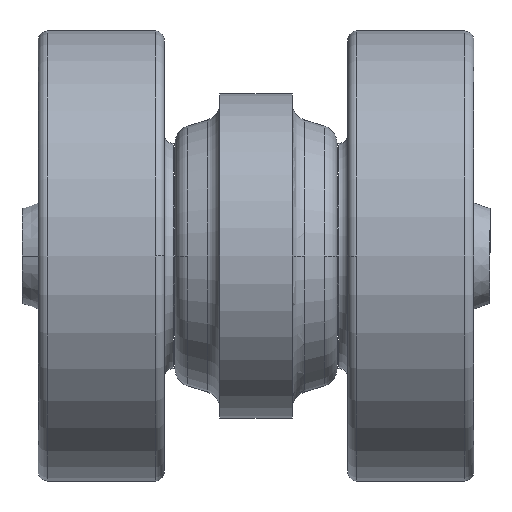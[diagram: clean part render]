
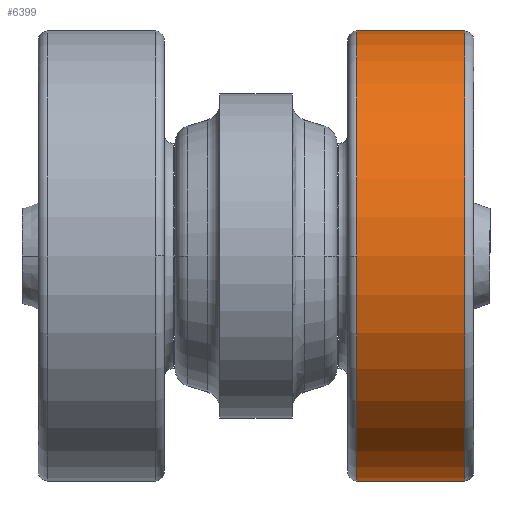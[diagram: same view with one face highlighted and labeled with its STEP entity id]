
A CAD part, front view. The second image highlights one B-rep face of the part: STEP entity #6399.
In plain terms, the highlighted cylindrical face has radius 12.5 mm (diameter 25 mm), a partial arc.
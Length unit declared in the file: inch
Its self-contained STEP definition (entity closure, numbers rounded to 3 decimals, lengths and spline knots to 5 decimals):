
#471 = CARTESIAN_POINT ( 'NONE',  ( 0.22047, 0.68898, -0.49213 ) ) ;
#637 = AXIS2_PLACEMENT_3D ( 'NONE', #1521, #4175, #3391 ) ;
#655 = ORIENTED_EDGE ( 'NONE', *, *, #8478, .F. ) ;
#739 = DIRECTION ( 'NONE',  ( -1., 0., 0. ) ) ;
#826 = CARTESIAN_POINT ( 'NONE',  ( 0.22047, 0.68898, 0.49213 ) ) ;
#949 = CYLINDRICAL_SURFACE ( 'NONE', #2555, 0.49213 ) ;
#1032 = EDGE_CURVE ( 'NONE', #5639, #2973, #8111, .T. ) ;
#1521 = CARTESIAN_POINT ( 'NONE',  ( 0.22047, 0.68898, 0. ) ) ;
#2121 = DIRECTION ( 'NONE',  ( -1., 0., 0. ) ) ;
#2339 = DIRECTION ( 'NONE',  ( -1., 0., 0. ) ) ;
#2555 = AXIS2_PLACEMENT_3D ( 'NONE', #5701, #5018, #3055 ) ;
#2764 = EDGE_CURVE ( 'NONE', #8252, #5639, #6631, .T. ) ;
#2973 = VERTEX_POINT ( 'NONE', #826 ) ;
#3055 = DIRECTION ( 'NONE',  ( 0., 0., 1. ) ) ;
#3391 = DIRECTION ( 'NONE',  ( 0., 0., 1. ) ) ;
#3571 = AXIS2_PLACEMENT_3D ( 'NONE', #4253, #2339, #6825 ) ;
#3923 = VECTOR ( 'NONE', #8224, 39.37008 ) ;
#4029 = CARTESIAN_POINT ( 'NONE',  ( 0.45669, 0.68898, 0. ) ) ;
#4148 = VERTEX_POINT ( 'NONE', #471 ) ;
#4175 = DIRECTION ( 'NONE',  ( -1., 0., 0. ) ) ;
#4253 = CARTESIAN_POINT ( 'NONE',  ( 0.22047, 0.68898, 0. ) ) ;
#4479 = EDGE_LOOP ( 'NONE', ( #6605, #6632, #8469, #6473, #655 ) ) ;
#5018 = DIRECTION ( 'NONE',  ( -1., 0., 0. ) ) ;
#5549 = FACE_OUTER_BOUND ( 'NONE', #4479, .T. ) ;
#5639 = VERTEX_POINT ( 'NONE', #8216 ) ;
#5701 = CARTESIAN_POINT ( 'NONE',  ( 0.17717, 0.68898, 0. ) ) ;
#6247 = CARTESIAN_POINT ( 'NONE',  ( 0.17717, 0.68898, 0.49213 ) ) ;
#6290 = CARTESIAN_POINT ( 'NONE',  ( 0.45669, 0.68898, -0.49213 ) ) ;
#6337 = LINE ( 'NONE', #7546, #7403 ) ;
#6399 = ADVANCED_FACE ( 'NONE', ( #5549 ), #949, .T. ) ;
#6473 = ORIENTED_EDGE ( 'NONE', *, *, #7890, .F. ) ;
#6497 = AXIS2_PLACEMENT_3D ( 'NONE', #4029, #739, #7991 ) ;
#6513 = EDGE_CURVE ( 'NONE', #8252, #4148, #6337, .T. ) ;
#6605 = ORIENTED_EDGE ( 'NONE', *, *, #6513, .F. ) ;
#6631 = CIRCLE ( 'NONE', #6497, 0.49213 ) ;
#6632 = ORIENTED_EDGE ( 'NONE', *, *, #2764, .T. ) ;
#6736 = CARTESIAN_POINT ( 'NONE',  ( 0.22047, 0.19685, 0. ) ) ;
#6825 = DIRECTION ( 'NONE',  ( 0., 0., 1. ) ) ;
#7403 = VECTOR ( 'NONE', #2121, 39.37008 ) ;
#7434 = CIRCLE ( 'NONE', #3571, 0.49213 ) ;
#7546 = CARTESIAN_POINT ( 'NONE',  ( 0.17717, 0.68898, -0.49213 ) ) ;
#7890 = EDGE_CURVE ( 'NONE', #8386, #2973, #8108, .T. ) ;
#7991 = DIRECTION ( 'NONE',  ( 0., 0., 1. ) ) ;
#8108 = CIRCLE ( 'NONE', #637, 0.49213 ) ;
#8111 = LINE ( 'NONE', #6247, #3923 ) ;
#8216 = CARTESIAN_POINT ( 'NONE',  ( 0.45669, 0.68898, 0.49213 ) ) ;
#8224 = DIRECTION ( 'NONE',  ( -1., 0., 0. ) ) ;
#8252 = VERTEX_POINT ( 'NONE', #6290 ) ;
#8386 = VERTEX_POINT ( 'NONE', #6736 ) ;
#8469 = ORIENTED_EDGE ( 'NONE', *, *, #1032, .T. ) ;
#8478 = EDGE_CURVE ( 'NONE', #4148, #8386, #7434, .T. ) ;
